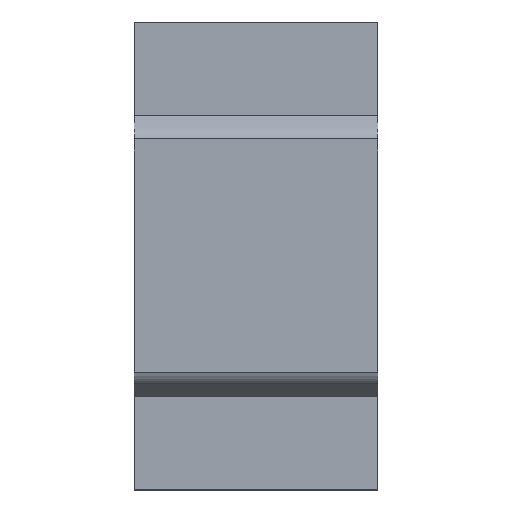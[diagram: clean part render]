
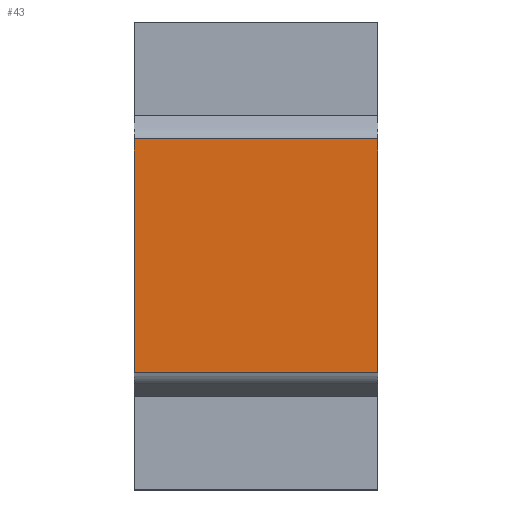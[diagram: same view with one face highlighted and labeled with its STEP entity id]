
A CAD part, top view. The second image highlights one B-rep face of the part: STEP entity #43.
In plain terms, the highlighted planar face has unit normal (0, 0, 1).
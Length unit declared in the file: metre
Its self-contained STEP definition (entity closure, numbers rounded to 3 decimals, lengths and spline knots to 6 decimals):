
#43=ADVANCED_FACE('0:27',(#97),#98,.T.);
#97=FACE_OUTER_BOUND('',#159,.T.);
#98=PLANE('',#160);
#159=EDGE_LOOP('',(#215,#216,#217,#218));
#160=AXIS2_PLACEMENT_3D('',#219,#220,#221);
#215=ORIENTED_EDGE('',*,*,#384,.F.);
#216=ORIENTED_EDGE('',*,*,#385,.F.);
#217=ORIENTED_EDGE('',*,*,#386,.T.);
#218=ORIENTED_EDGE('',*,*,#387,.F.);
#219=CARTESIAN_POINT('',(0.0,-0.002488,0.00095));
#220=DIRECTION('',(0.0,0.0,1.0));
#221=DIRECTION('',(1.0,0.0,0.0));
#384=EDGE_CURVE('0:81',#451,#452,#453,.T.);
#385=EDGE_CURVE('0:84',#454,#451,#455,.T.);
#386=EDGE_CURVE('0:87',#454,#456,#457,.T.);
#387=EDGE_CURVE('0:90',#452,#456,#458,.T.);
#451=VERTEX_POINT('',#550);
#452=VERTEX_POINT('',#551);
#453=LINE('',#552,#553);
#454=VERTEX_POINT('',#554);
#455=LINE('',#555,#556);
#456=VERTEX_POINT('',#557);
#457=LINE('',#558,#559);
#458=LINE('',#560,#561);
#550=CARTESIAN_POINT('',(0.0026,-0.0025,0.00095));
#551=CARTESIAN_POINT('',(-0.0026,-0.0025,0.00095));
#552=CARTESIAN_POINT('',(0.0,-0.0025,0.00095));
#553=VECTOR('',#688,1.0);
#554=CARTESIAN_POINT('',(0.0026,0.0025,0.00095));
#555=CARTESIAN_POINT('',(0.0026,-0.002488,0.00095));
#556=VECTOR('',#689,1.0);
#557=CARTESIAN_POINT('',(-0.0026,0.0025,0.00095));
#558=CARTESIAN_POINT('',(0.0,0.0025,0.00095));
#559=VECTOR('',#690,1.0);
#560=CARTESIAN_POINT('',(-0.0026,-0.002488,0.00095));
#561=VECTOR('',#691,1.0);
#688=DIRECTION('',(-1.0,0.0,0.0));
#689=DIRECTION('',(0.0,-1.0,0.0));
#690=DIRECTION('',(-1.0,0.0,0.0));
#691=DIRECTION('',(0.0,1.0,0.0));
